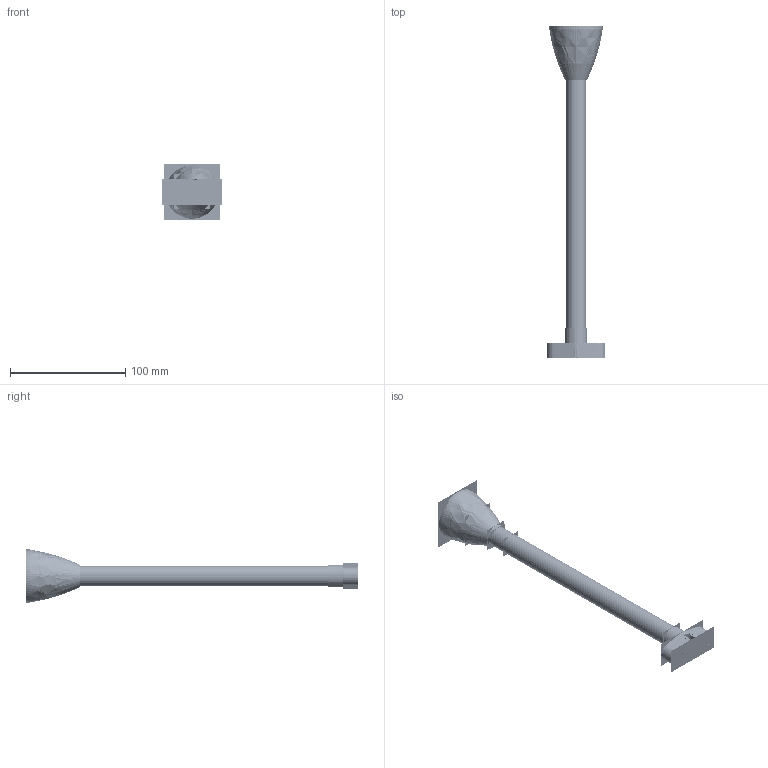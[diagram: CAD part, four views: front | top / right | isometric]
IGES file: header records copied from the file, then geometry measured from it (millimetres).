
Start section:  PTC IGES file: 193237.igs
Global section: file name: 193237.igs; native system: Creo Parametric by Parametric Technology Corporation; preprocessor: 2013230; author: pdmadmin; organization: Unknown; date: 20160215.120330; units: millimetre
Bounding box: 51.8 x 287.8 x 47.84 mm (x, y, z)
Volume: 45088.9 mm3; surface area: 352192.6 mm2
Topology: 5 solids, 5 shells, 642 faces, 3174 edges, 3954 vertices
Faces by surface type: bspline 366, revolution 276
